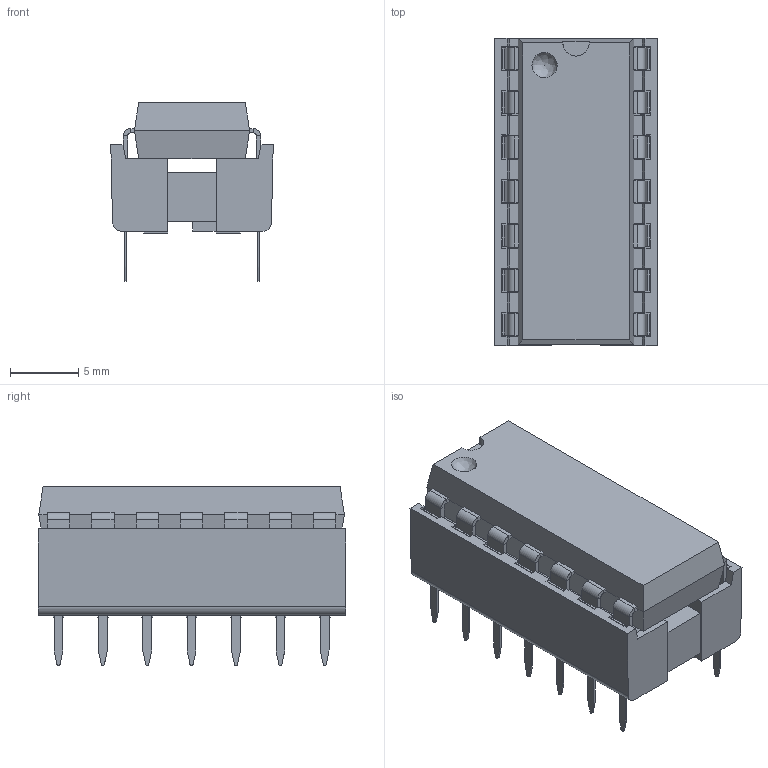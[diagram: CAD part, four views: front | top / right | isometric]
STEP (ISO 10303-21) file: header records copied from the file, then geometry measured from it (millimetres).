
FILE_DESCRIPTION(('FreeCAD Model'),'2;1');
FILE_NAME('Open CASCADE Shape Model','2025-05-05T06:54:53',('FreeCAD'),( 'FreeCAD'),'Open CASCADE STEP processor 7.6','FreeCAD','Unknown');
FILE_SCHEMA(('AUTOMOTIVE_DESIGN { 1 0 10303 214 1 1 1 1 }'));
Products named in the file (1): Open CASCADE STEP translator 7.6 1
Bounding box: 11.9 x 22.49 x 13.09 mm (x, y, z)
Volume: 1577.6 mm3; surface area: 3142.1 mm2
Topology: 2 solids, 2 shells, 1919 faces, 4645 edges, 2732 vertices
Faces by surface type: bspline 1919
Entity records: 136808 total; most frequent: CARTESIAN_POINT 108746, ORIENTED_EDGE 9288, EDGE_CURVE 4644, B_SPLINE_CURVE_WITH_KNOTS 4072, VERTEX_POINT 2732, FACE_BOUND 1954, EDGE_LOOP 1954, ADVANCED_FACE 1919
